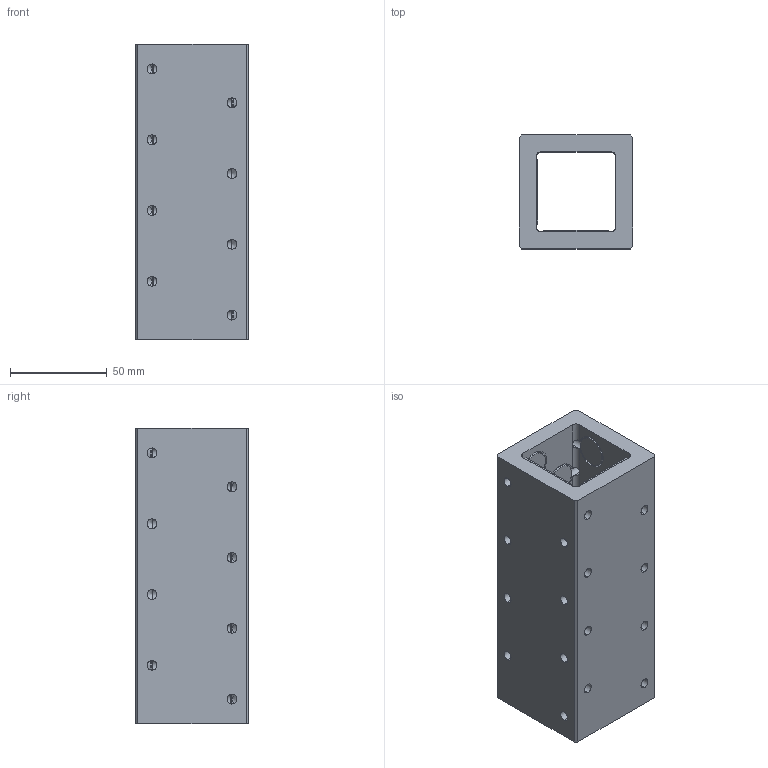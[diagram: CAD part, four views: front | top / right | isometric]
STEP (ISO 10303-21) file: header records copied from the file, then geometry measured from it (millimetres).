
FILE_DESCRIPTION (( 'STEP AP214' ), '1' );
FILE_NAME ('SquareBearing_D4412C4FD9.step', '2021-05-06T14:01:51', ( 'localadmin' ), ( 'BOXX Technologies, Inc.' ), 'SwSTEP 2.0', 'SolidWorks 2019', '' );
FILE_SCHEMA (( 'AUTOMOTIVE_DESIGN' ));
Length unit declared in the file: inch
Products named in the file (3): K1ks8Jk3PP_CADModel_0; SquareBearing_D4412C4FD9
Assembly tree (1 placements, depth 2):
  K1ks8Jk3PP_CADModel_0
  SquareBearing_D4412C4FD9
    K1ks8Jk3PP_CADModel_0
Bounding box: 58.67 x 58.67 x 152.4 mm (x, y, z)
Volume: 265834.7 mm3; surface area: 100909.3 mm2
Topology: 19 solids, 19 shells, 350 faces, 968 edges, 600 vertices
Faces by surface type: cylinder 172, plane 98, cone 48, torus 32
Entity records: 17297 total; most frequent: CARTESIAN_POINT 3403, DIRECTION 1934, ORIENTED_EDGE 1888, EDGE_CURVE 944, AXIS2_PLACEMENT_3D 747, VERTEX_POINT 600, LINE 440, VECTOR 440
